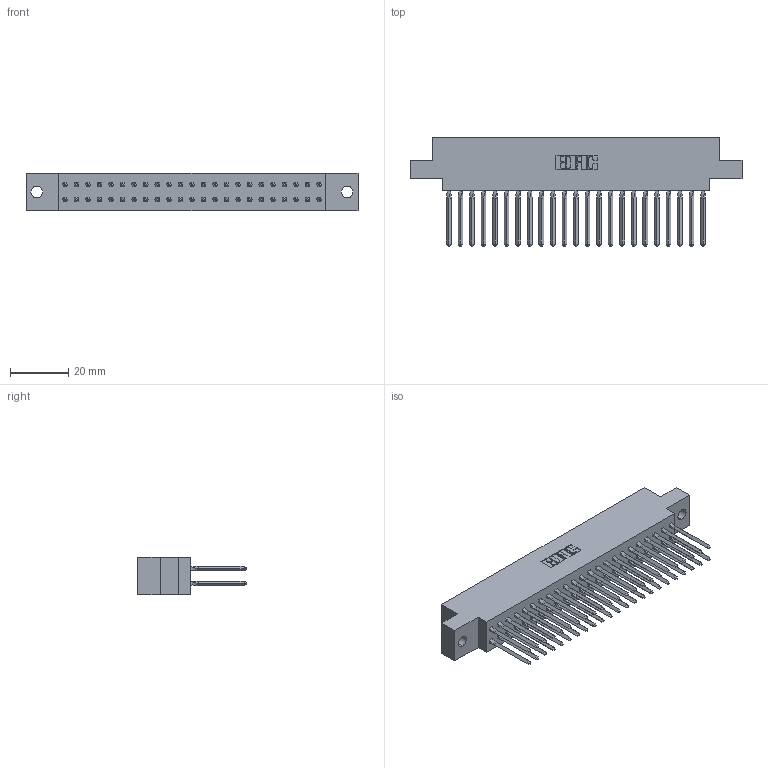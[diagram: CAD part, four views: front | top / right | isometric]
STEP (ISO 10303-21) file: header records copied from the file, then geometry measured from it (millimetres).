
FILE_DESCRIPTION (( 'STEP AP203' ), '1' );
FILE_NAME ('317-046-542-804.STEP', '2020-02-28T02:28:10', ( '' ), ( '' ), 'SwSTEP 2.0', 'SolidWorks 2016', '' );
FILE_SCHEMA (( 'CONFIG_CONTROL_DESIGN' ));
Length unit declared in the file: inch
Products named in the file (3): 317-046-542-804; 317 Part_.156 Dia - TH; 317-290-003_542
Assembly tree (47 placements, depth 2):
  317-046-542-804
    317 Part_.156 Dia - TH
    317-290-003_542  x46
Bounding box: 113.84 x 37.34 x 12.7 mm (x, y, z)
Volume: 17953.1 mm3; surface area: 24172.9 mm2
Topology: 47 solids, 47 shells, 2724 faces, 7635 edges, 4874 vertices
Faces by surface type: plane 2174, cylinder 366, bspline 184
Entity records: 34917 total; most frequent: CARTESIAN_POINT 6337, ORIENTED_EDGE 6000, DIRECTION 5080, EDGE_CURVE 3000, VECTOR 2830, LINE 2830, VERTEX_POINT 1994, AXIS2_PLACEMENT_3D 1125
